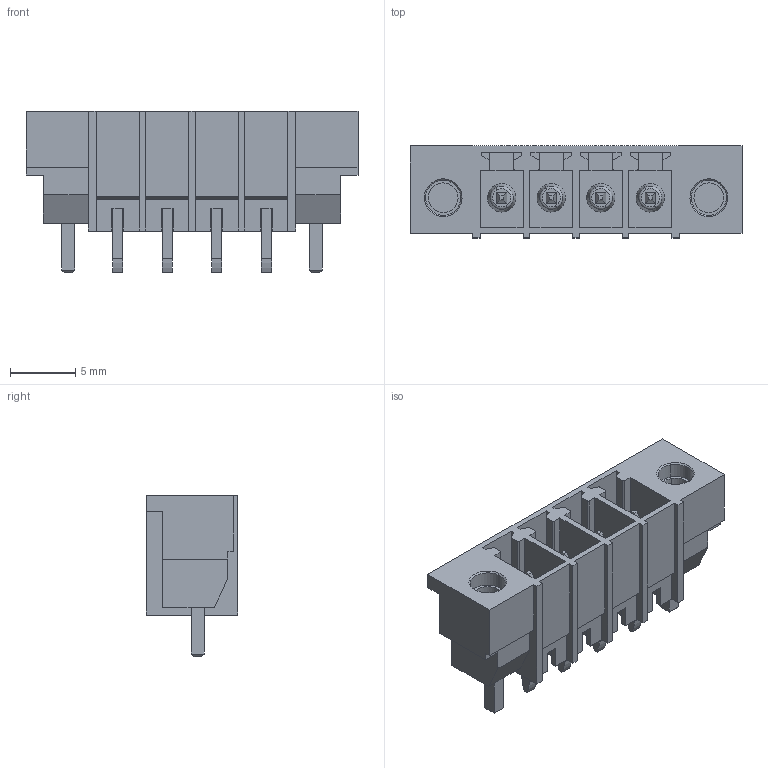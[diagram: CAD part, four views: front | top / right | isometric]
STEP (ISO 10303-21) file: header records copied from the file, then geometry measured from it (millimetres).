
FILE_DESCRIPTION(('CATIA V5 STEP Exchange','CAx-IF Rec.Pracs.--- Model Styling and Organization---1.2---2011-12-15'),'2;1');
FILE_NAME ('D1457687_0_1863260000_1863260000.stp','2018-10-12T10:01:55+00:00',('none'),('Weidmueller'),'CATIA Version 5-6 Release 2014','CATIA V5 STEP AP214','none');
FILE_SCHEMA(('AUTOMOTIVE_DESIGN { 1 0 10303 214 1 1 1 1 }'));
Length unit declared in the file: millimetre
Products named in the file (1): 1863260000
Bounding box: 25.53 x 7.07 x 12.4 mm (x, y, z)
Volume: 794.4 mm3; surface area: 1900.9 mm2
Topology: 7 solids, 7 shells, 332 faces, 914 edges, 612 vertices
Faces by surface type: plane 266, cylinder 46, cone 12, torus 8
Entity records: 9713 total; most frequent: ORIENTED_EDGE 1828, CARTESIAN_POINT 1775, DIRECTION 1286, EDGE_CURVE 914, VECTOR 782, LINE 782, VERTEX_POINT 612, EDGE_LOOP 356
